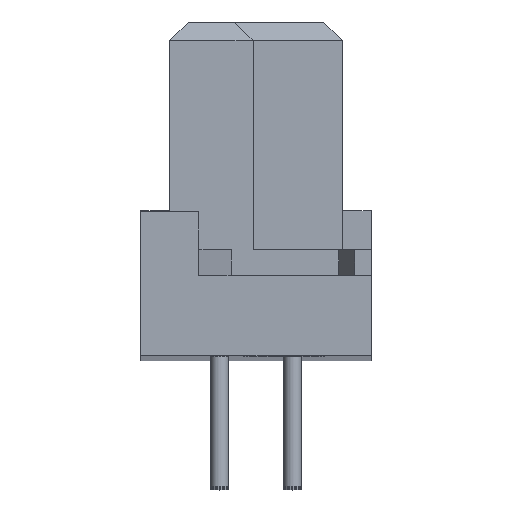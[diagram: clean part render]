
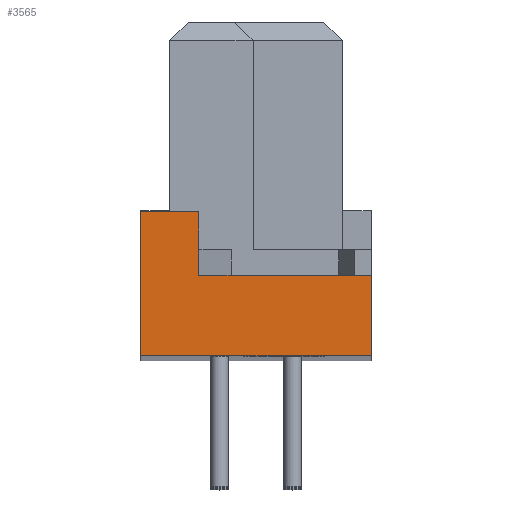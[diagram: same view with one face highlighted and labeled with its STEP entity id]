
A CAD part, top view. The second image highlights one B-rep face of the part: STEP entity #3565.
In plain terms, the highlighted planar face has unit normal (0, 0, 1).
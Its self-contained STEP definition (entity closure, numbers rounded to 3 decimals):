
#3565=ADVANCED_FACE('',(#4424),#3996,.T.);
#3996=PLANE('',#11322);
#4424=FACE_OUTER_BOUND('',#5047,.T.);
#5047=EDGE_LOOP('',(#7025,#7026,#7027,#7028,#7029,#7030));
#7025=ORIENTED_EDGE('',*,*,#8894,.T.);
#7026=ORIENTED_EDGE('',*,*,#8774,.T.);
#7027=ORIENTED_EDGE('',*,*,#8769,.T.);
#7028=ORIENTED_EDGE('',*,*,#8895,.F.);
#7029=ORIENTED_EDGE('',*,*,#8896,.F.);
#7030=ORIENTED_EDGE('',*,*,#8886,.F.);
#7803=VERTEX_POINT('',#15412);
#7804=VERTEX_POINT('',#15414);
#7807=VERTEX_POINT('',#15424);
#7879=VERTEX_POINT('',#15649);
#7880=VERTEX_POINT('',#15651);
#7884=VERTEX_POINT('',#15669);
#8769=EDGE_CURVE('',#7804,#7803,#9663,.T.);
#8774=EDGE_CURVE('',#7807,#7804,#9668,.T.);
#8886=EDGE_CURVE('',#7879,#7880,#9780,.T.);
#8894=EDGE_CURVE('',#7879,#7807,#9788,.T.);
#8895=EDGE_CURVE('',#7884,#7803,#9789,.T.);
#8896=EDGE_CURVE('',#7880,#7884,#9790,.T.);
#9663=LINE('',#15413,#10555);
#9668=LINE('',#15423,#10560);
#9780=LINE('',#15650,#10672);
#9788=LINE('',#15666,#10680);
#9789=LINE('',#15668,#10681);
#9790=LINE('',#15670,#10682);
#10555=VECTOR('',#13200,1.);
#10560=VECTOR('',#13209,1.);
#10672=VECTOR('',#13405,1.);
#10680=VECTOR('',#13421,1.);
#10681=VECTOR('',#13424,1.);
#10682=VECTOR('',#13425,1.);
#11322=AXIS2_PLACEMENT_3D('',#15671,#13426,#13427);
#13200=DIRECTION('',(-1.,0.,0.));
#13209=DIRECTION('',(0.,1.,0.));
#13405=DIRECTION('',(0.,-1.,0.));
#13421=DIRECTION('',(-1.,0.,0.));
#13424=DIRECTION('',(0.,1.,0.));
#13425=DIRECTION('',(-1.,0.,0.));
#13426=DIRECTION('',(0.,0.,1.));
#13427=DIRECTION('',(1.,0.,0.));
#15412=CARTESIAN_POINT('',(0.,5.,94.9));
#15413=CARTESIAN_POINT('',(2.02,5.,94.9));
#15414=CARTESIAN_POINT('',(2.02,5.,94.9));
#15423=CARTESIAN_POINT('',(2.02,2.8,94.9));
#15424=CARTESIAN_POINT('',(2.02,2.8,94.9));
#15649=CARTESIAN_POINT('',(8.,2.8,94.9));
#15650=CARTESIAN_POINT('',(8.,2.8,94.9));
#15651=CARTESIAN_POINT('',(8.,0.,94.9));
#15666=CARTESIAN_POINT('',(8.,2.8,94.9));
#15668=CARTESIAN_POINT('',(0.,0.,94.9));
#15669=CARTESIAN_POINT('',(0.,0.,94.9));
#15670=CARTESIAN_POINT('',(8.,0.,94.9));
#15671=CARTESIAN_POINT('',(-0.4,-0.58,94.9));
